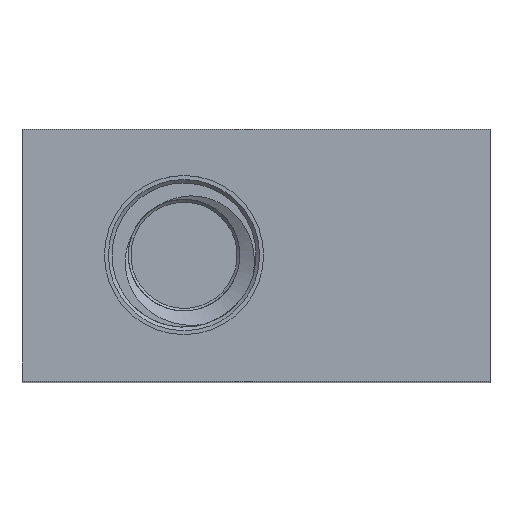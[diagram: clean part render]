
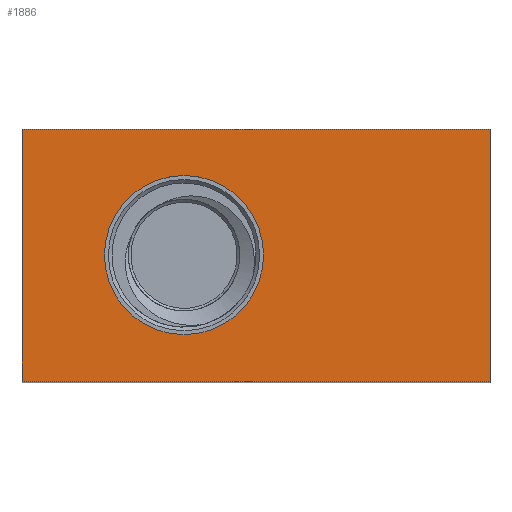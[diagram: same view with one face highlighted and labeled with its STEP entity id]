
A CAD part, top view. The second image highlights one B-rep face of the part: STEP entity #1886.
In plain terms, the highlighted planar face has unit normal (0, 0, 1).
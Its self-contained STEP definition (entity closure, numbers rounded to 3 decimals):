
#45=FACE_BOUND('',#340,.T.);
#93=PLANE('',#2044);
#212=FACE_OUTER_BOUND('',#339,.T.);
#339=EDGE_LOOP('',(#1594,#1595,#1596,#1597));
#340=EDGE_LOOP('',(#1598));
#518=CIRCLE('',#1984,2.21);
#586=LINE('',#18171,#640);
#588=LINE('',#18176,#642);
#592=LINE('',#18190,#646);
#595=LINE('',#18197,#649);
#640=VECTOR('',#2332,10.);
#642=VECTOR('',#2336,10.);
#646=VECTOR('',#2350,10.);
#649=VECTOR('',#2357,10.);
#735=VERTEX_POINT('',#7365);
#813=VERTEX_POINT('',#18164);
#816=VERTEX_POINT('',#18169);
#818=VERTEX_POINT('',#18175);
#823=VERTEX_POINT('',#18189);
#948=EDGE_CURVE('',#735,#735,#518,.T.);
#1074=EDGE_CURVE('',#816,#813,#586,.T.);
#1076=EDGE_CURVE('',#813,#818,#588,.T.);
#1083=EDGE_CURVE('',#823,#816,#592,.T.);
#1087=EDGE_CURVE('',#818,#823,#595,.T.);
#1594=ORIENTED_EDGE('',*,*,#1076,.F.);
#1595=ORIENTED_EDGE('',*,*,#1074,.F.);
#1596=ORIENTED_EDGE('',*,*,#1083,.F.);
#1597=ORIENTED_EDGE('',*,*,#1087,.F.);
#1598=ORIENTED_EDGE('',*,*,#948,.T.);
#1886=ADVANCED_FACE('',(#212,#45),#93,.T.);
#1984=AXIS2_PLACEMENT_3D('',#7366,#2216,#2217);
#2044=AXIS2_PLACEMENT_3D('',#18196,#2355,#2356);
#2216=DIRECTION('center_axis',(0.,0.,-1.));
#2217=DIRECTION('ref_axis',(1.,0.,0.));
#2332=DIRECTION('',(1.,0.,0.));
#2336=DIRECTION('',(0.,-1.,0.));
#2350=DIRECTION('',(0.,1.,0.));
#2355=DIRECTION('center_axis',(0.,0.,1.));
#2356=DIRECTION('ref_axis',(1.,0.,0.));
#2357=DIRECTION('',(-1.,0.,0.));
#7365=CARTESIAN_POINT('',(-4.21,0.,14.75));
#7366=CARTESIAN_POINT('Origin',(-2.,0.,
14.75));
#18164=CARTESIAN_POINT('',(6.5,3.5,14.75));
#18169=CARTESIAN_POINT('',(-6.5,3.5,14.75));
#18171=CARTESIAN_POINT('',(-6.5,3.5,14.75));
#18175=CARTESIAN_POINT('',(6.5,-3.5,14.75));
#18176=CARTESIAN_POINT('',(6.5,0.,14.75));
#18189=CARTESIAN_POINT('',(-6.5,-3.5,14.75));
#18190=CARTESIAN_POINT('',(-6.5,0.,14.75));
#18196=CARTESIAN_POINT('Origin',(-6.5,0.,14.75));
#18197=CARTESIAN_POINT('',(-6.5,-3.5,14.75));
